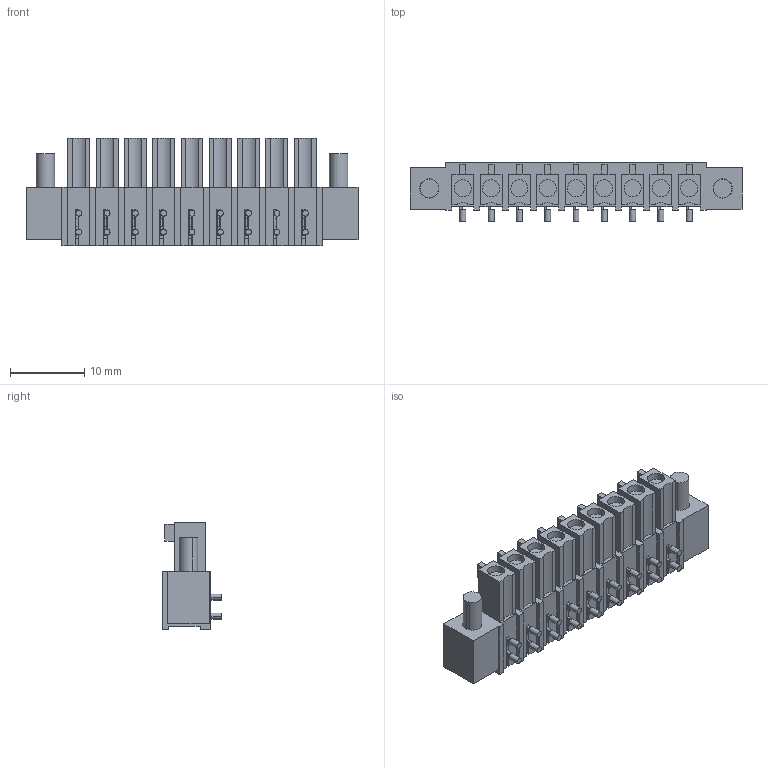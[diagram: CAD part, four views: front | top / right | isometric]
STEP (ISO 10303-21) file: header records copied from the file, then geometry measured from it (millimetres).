
FILE_DESCRIPTION(('CATIA V5 STEP Exchange'),'2;1');
FILE_NAME ('D1460890_0_1975780000_1975780000.stp','2016-11-26T10:06:12+00:00',('none'),('Weidmueller'),'CATIA Version 5-6 Release 2014','CATIA V5 STEP AP203','none');
FILE_SCHEMA(('CONFIG_CONTROL_DESIGN'));
Length unit declared in the file: millimetre
Products named in the file (1): 1975780000_S
Bounding box: 44.68 x 7.95 x 14.5 mm (x, y, z)
Volume: 2550.1 mm3; surface area: 3083.1 mm2
Topology: 12 solids, 12 shells, 581 faces, 1496 edges, 988 vertices
Faces by surface type: plane 484, cylinder 97
Entity records: 16374 total; most frequent: CARTESIAN_POINT 3099, ORIENTED_EDGE 2992, DIRECTION 2192, EDGE_CURVE 1496, VECTOR 1258, LINE 1258, VERTEX_POINT 988, EDGE_LOOP 634
